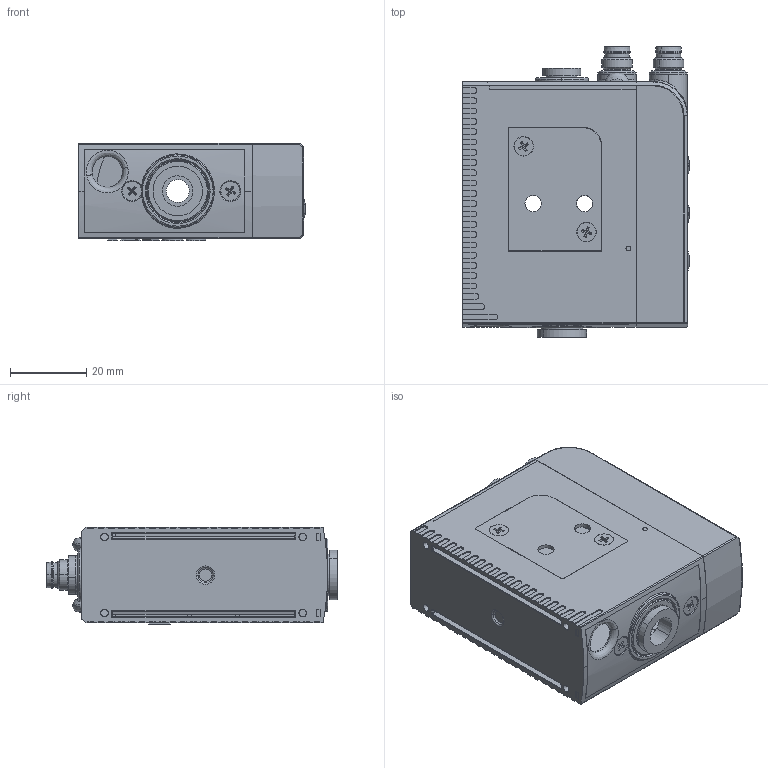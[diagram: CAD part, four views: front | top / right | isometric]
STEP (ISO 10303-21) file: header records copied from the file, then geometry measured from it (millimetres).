
FILE_DESCRIPTION(('STEP AP214'),'1');
FILE_NAME('COVAL_LEM90X10VVA.stp','2017-12-27T16:28:33',('TraceParts'),('TraceParts S.A.'),'Spatial InterOp 3D',' ',' ');
FILE_SCHEMA(('automotive_design'));
Length unit declared in the file: millimetre
Products named in the file (52): COVAL_LEM90X10VVA_1; COVAL_LEM90X10VVA_2; COVAL_LEM90X10VVA_3; COVAL_LEM90X10VVA_4; COVAL_LEM90X10VVA_5; COVAL_LEM90X10VVA_6; COVAL_LEM90X10VVA_7; COVAL_LEM90X10VVA_8; COVAL_LEM90X10VVA_9; COVAL_LEM90X10VVA_10; COVAL_LEM90X10VVA_11; COVAL_LEM90X10VVA_12; COVAL_LEM90X10VVA_13; COVAL_LEM90X10VVA_14; COVAL_LEM90X10VVA_15; COVAL_LEM90X10VVA_16; COVAL_LEM90X10VVA_17; COVAL_LEM90X10VVA_18; COVAL_LEM90X10VVA_19; COVAL_LEM90X10VVA_20; COVAL_LEM90X10VVA_21; COVAL_LEM90X10VVA_22; COVAL_LEM90X10VVA_23; COVAL_LEM90X10VVA_24; COVAL_LEM90X10VVA_25; COVAL_LEM90X10VVA_26; COVAL_LEM90X10VVA_27; COVAL_LEM90X10VVA_28; COVAL_LEM90X10VVA_29; COVAL_LEM90X10VVA_30; COVAL_LEM90X10VVA_31; COVAL_LEM90X10VVA_32; COVAL_LEM90X10VVA_33; COVAL_LEM90X10VVA_34; COVAL_LEM90X10VVA_35; COVAL_LEM90X10VVA_36; COVAL_LEM90X10VVA_37; COVAL_LEM90X10VVA_38; COVAL_LEM90X10VVA_39; COVAL_LEM90X10VVA_40 ...
Bounding box: 59.47 x 76.3 x 25.5 mm (x, y, z)
Volume: 16979.2 mm3; surface area: 35259.9 mm2
Topology: 52 solids, 52 shells, 2295 faces, 5871 edges, 3796 vertices
Faces by surface type: plane 1115, cylinder 645, bspline 235, cone 198, torus 78, sphere 24
Entity records: 112112 total; most frequent: CARTESIAN_POINT 37937, ORIENTED_EDGE 11710, DIRECTION 10998, EDGE_CURVE 5855, AXIS2_PLACEMENT_3D 3818, VERTEX_POINT 3796, LINE 3362, VECTOR 3362
